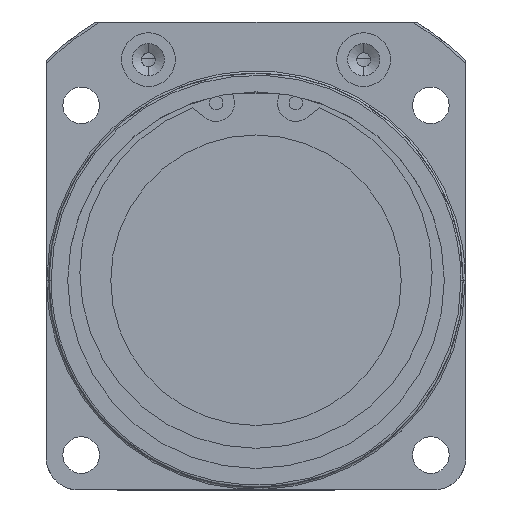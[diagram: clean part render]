
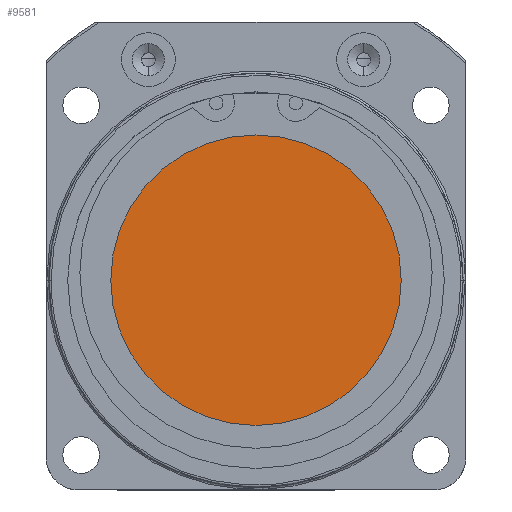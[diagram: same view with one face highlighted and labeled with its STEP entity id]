
A CAD part, front view. The second image highlights one B-rep face of the part: STEP entity #9581.
In plain terms, the highlighted planar face has unit normal (0, -1, 0).
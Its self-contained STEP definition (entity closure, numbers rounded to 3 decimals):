
#94 = DIRECTION ( 'NONE',  ( 1., 0., 0. ) ) ;
#95 = DIRECTION ( 'NONE',  ( 0., -1., 0. ) ) ;
#106 = PLANE ( 'NONE',  #10315 ) ;
#107 = CARTESIAN_POINT ( 'NONE',  ( 0., -123.2, 0. ) ) ;
#1747 = CIRCLE ( 'NONE', #10227, 27. ) ;
#1898 = FACE_OUTER_BOUND ( 'NONE', #9268, .T. ) ;
#2434 = EDGE_CURVE ( 'NONE', #5033, #5024, #8370, .T. ) ;
#4380 = EDGE_CURVE ( 'NONE', #5024, #5033, #1747, .T. ) ;
#5024 = VERTEX_POINT ( 'NONE', #6889 ) ;
#5033 = VERTEX_POINT ( 'NONE', #6883 ) ;
#5943 = ORIENTED_EDGE ( 'NONE', *, *, #4380, .F. ) ;
#5944 = ORIENTED_EDGE ( 'NONE', *, *, #2434, .F. ) ;
#6883 = CARTESIAN_POINT ( 'NONE',  ( 27., -123.2, 0. ) ) ;
#6889 = CARTESIAN_POINT ( 'NONE',  ( -27., -123.2, 0. ) ) ;
#7115 = DIRECTION ( 'NONE',  ( 1., 0., 0. ) ) ;
#7116 = DIRECTION ( 'NONE',  ( 0., 1., 0. ) ) ;
#7117 = CARTESIAN_POINT ( 'NONE',  ( 0., -123.2, 0. ) ) ;
#8370 = CIRCLE ( 'NONE', #10063, 27. ) ;
#9268 = EDGE_LOOP ( 'NONE', ( #5944, #5943 ) ) ;
#9581 = ADVANCED_FACE ( 'NONE', ( #1898 ), #106, .T. ) ;
#10063 = AXIS2_PLACEMENT_3D ( 'NONE', #10517, #10516, #10515 ) ;
#10227 = AXIS2_PLACEMENT_3D ( 'NONE', #7117, #7116, #7115 ) ;
#10315 = AXIS2_PLACEMENT_3D ( 'NONE', #107, #95, #94 ) ;
#10515 = DIRECTION ( 'NONE',  ( 1., 0., 0. ) ) ;
#10516 = DIRECTION ( 'NONE',  ( 0., 1., 0. ) ) ;
#10517 = CARTESIAN_POINT ( 'NONE',  ( 0., -123.2, 0. ) ) ;
